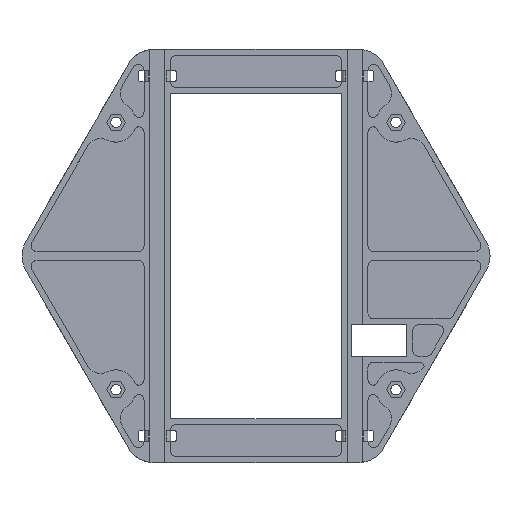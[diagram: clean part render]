
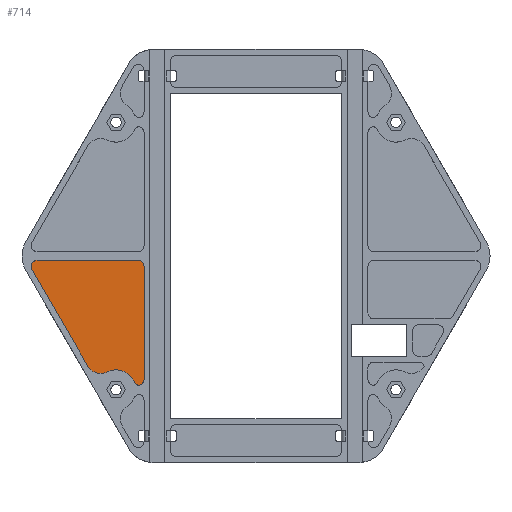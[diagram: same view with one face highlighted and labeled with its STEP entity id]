
A CAD part, top view. The second image highlights one B-rep face of the part: STEP entity #714.
In plain terms, the highlighted planar face has unit normal (0, 0, 1).
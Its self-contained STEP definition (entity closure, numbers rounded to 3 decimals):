
#13 = CARTESIAN_POINT ( 'NONE',  ( -47.5, -45.4, 1.5 ) ) ;
#400 = DIRECTION ( 'NONE',  ( 1., 0., 0. ) ) ;
#520 = VERTEX_POINT ( 'NONE', #4128 ) ;
#657 = EDGE_CURVE ( 'NONE', #3312, #2346, #9470, .T. ) ;
#714 = ADVANCED_FACE ( 'NONE', ( #752 ), #8675, .T. ) ;
#752 = FACE_OUTER_BOUND ( 'NONE', #5555, .T. ) ;
#758 = DIRECTION ( 'NONE',  ( 1., 0., 0. ) ) ;
#937 = AXIS2_PLACEMENT_3D ( 'NONE', #1353, #9337, #6900 ) ;
#1029 = EDGE_CURVE ( 'NONE', #7057, #10092, #5911, .T. ) ;
#1045 = CARTESIAN_POINT ( 'NONE',  ( -50.515, -39.358, 1.5 ) ) ;
#1251 = DIRECTION ( 'NONE',  ( 0., 0., 1. ) ) ;
#1353 = CARTESIAN_POINT ( 'NONE',  ( -74.331, -3.5, 1.5 ) ) ;
#1942 = DIRECTION ( 'NONE',  ( -1., 0., 0. ) ) ;
#1951 = ORIENTED_EDGE ( 'NONE', *, *, #2190, .T. ) ;
#2128 = CARTESIAN_POINT ( 'NONE',  ( -58.996, -34.061, 1.5 ) ) ;
#2190 = EDGE_CURVE ( 'NONE', #520, #7591, #3486, .T. ) ;
#2315 = AXIS2_PLACEMENT_3D ( 'NONE', #7851, #9362, #3124 ) ;
#2346 = VERTEX_POINT ( 'NONE', #1045 ) ;
#2478 = EDGE_CURVE ( 'NONE', #4755, #10092, #9546, .T. ) ;
#2572 = EDGE_CURVE ( 'NONE', #7591, #9128, #5389, .T. ) ;
#2655 = AXIS2_PLACEMENT_3D ( 'NONE', #7606, #2832, #400 ) ;
#2717 = CARTESIAN_POINT ( 'NONE',  ( -38., -1.5, 1.5 ) ) ;
#2774 = VECTOR ( 'NONE', #1942, 1000. ) ;
#2832 = DIRECTION ( 'NONE',  ( 0., 0., 1. ) ) ;
#2873 = ORIENTED_EDGE ( 'NONE', *, *, #2572, .T. ) ;
#3124 = DIRECTION ( 'NONE',  ( 1., 0., 0. ) ) ;
#3240 = EDGE_CURVE ( 'NONE', #7057, #520, #8659, .T. ) ;
#3312 = VERTEX_POINT ( 'NONE', #7119 ) ;
#3393 = AXIS2_PLACEMENT_3D ( 'NONE', #9007, #7398, #4384 ) ;
#3486 = LINE ( 'NONE', #2717, #2774 ) ;
#3604 = CARTESIAN_POINT ( 'NONE',  ( -39.739, -43.883, 1.5 ) ) ;
#3686 = CARTESIAN_POINT ( 'NONE',  ( -40., -41.9, 1.5 ) ) ;
#3813 = CARTESIAN_POINT ( 'NONE',  ( -40., -3.5, 1.5 ) ) ;
#3825 = EDGE_CURVE ( 'NONE', #2346, #7077, #6555, .T. ) ;
#3845 = ORIENTED_EDGE ( 'NONE', *, *, #9411, .F. ) ;
#4128 = CARTESIAN_POINT ( 'NONE',  ( -40., -1.5, 1.5 ) ) ;
#4223 = ORIENTED_EDGE ( 'NONE', *, *, #3825, .T. ) ;
#4384 = DIRECTION ( 'NONE',  ( 1., 0., 0. ) ) ;
#4426 = DIRECTION ( 'NONE',  ( 0., -1., 0. ) ) ;
#4755 = VERTEX_POINT ( 'NONE', #3604 ) ;
#4762 = DIRECTION ( 'NONE',  ( 0., 0., -1. ) ) ;
#5109 = VECTOR ( 'NONE', #4426, 1000. ) ;
#5271 = DIRECTION ( 'NONE',  ( -0.5, 0.866, 0. ) ) ;
#5389 = CIRCLE ( 'NONE', #937, 2. ) ;
#5555 = EDGE_LOOP ( 'NONE', ( #4223, #8179, #8588, #7070, #8527, #1951, #2873, #3845, #10081 ) ) ;
#5611 = VECTOR ( 'NONE', #5271, 1000. ) ;
#5911 = LINE ( 'NONE', #9052, #5109 ) ;
#6159 = CARTESIAN_POINT ( 'NONE',  ( -76.063, -4.5, 1.5 ) ) ;
#6332 = CARTESIAN_POINT ( 'NONE',  ( -38., -3.5, 1.5 ) ) ;
#6532 = CARTESIAN_POINT ( 'NONE',  ( -74.331, -1.5, 1.5 ) ) ;
#6555 = CIRCLE ( 'NONE', #7055, 6.753 ) ;
#6871 = CIRCLE ( 'NONE', #3393, 2. ) ;
#6900 = DIRECTION ( 'NONE',  ( 1., 0., 0. ) ) ;
#7055 = AXIS2_PLACEMENT_3D ( 'NONE', #13, #4762, #7943 ) ;
#7057 = VERTEX_POINT ( 'NONE', #6332 ) ;
#7070 = ORIENTED_EDGE ( 'NONE', *, *, #1029, .F. ) ;
#7075 = CARTESIAN_POINT ( 'NONE',  ( -41.311, -42.7, 1.5 ) ) ;
#7077 = VERTEX_POINT ( 'NONE', #7075 ) ;
#7119 = CARTESIAN_POINT ( 'NONE',  ( -57.078, -37.384, 1.5 ) ) ;
#7398 = DIRECTION ( 'NONE',  ( 0., 0., 1. ) ) ;
#7591 = VERTEX_POINT ( 'NONE', #6532 ) ;
#7606 = CARTESIAN_POINT ( 'NONE',  ( -52.748, -34.884, 1.5 ) ) ;
#7634 = DIRECTION ( 'NONE',  ( 1., 0., 0. ) ) ;
#7833 = AXIS2_PLACEMENT_3D ( 'NONE', #3813, #8585, #758 ) ;
#7851 = CARTESIAN_POINT ( 'NONE',  ( 0., 0., 1.5 ) ) ;
#7943 = DIRECTION ( 'NONE',  ( 1., 0., 0. ) ) ;
#8179 = ORIENTED_EDGE ( 'NONE', *, *, #10152, .T. ) ;
#8527 = ORIENTED_EDGE ( 'NONE', *, *, #3240, .T. ) ;
#8585 = DIRECTION ( 'NONE',  ( 0., 0., 1. ) ) ;
#8588 = ORIENTED_EDGE ( 'NONE', *, *, #2478, .T. ) ;
#8659 = CIRCLE ( 'NONE', #7833, 2. ) ;
#8675 = PLANE ( 'NONE',  #2315 ) ;
#9007 = CARTESIAN_POINT ( 'NONE',  ( -39.478, -41.9, 1.5 ) ) ;
#9052 = CARTESIAN_POINT ( 'NONE',  ( -38., 70., 1.5 ) ) ;
#9063 = AXIS2_PLACEMENT_3D ( 'NONE', #3686, #1251, #7634 ) ;
#9128 = VERTEX_POINT ( 'NONE', #6159 ) ;
#9242 = LINE ( 'NONE', #2128, #5611 ) ;
#9337 = DIRECTION ( 'NONE',  ( 0., 0., 1. ) ) ;
#9362 = DIRECTION ( 'NONE',  ( 0., 0., 1. ) ) ;
#9411 = EDGE_CURVE ( 'NONE', #3312, #9128, #9242, .T. ) ;
#9470 = CIRCLE ( 'NONE', #2655, 5. ) ;
#9546 = CIRCLE ( 'NONE', #9063, 2. ) ;
#9679 = CARTESIAN_POINT ( 'NONE',  ( -38., -41.9, 1.5 ) ) ;
#10081 = ORIENTED_EDGE ( 'NONE', *, *, #657, .T. ) ;
#10092 = VERTEX_POINT ( 'NONE', #9679 ) ;
#10152 = EDGE_CURVE ( 'NONE', #7077, #4755, #6871, .T. ) ;
